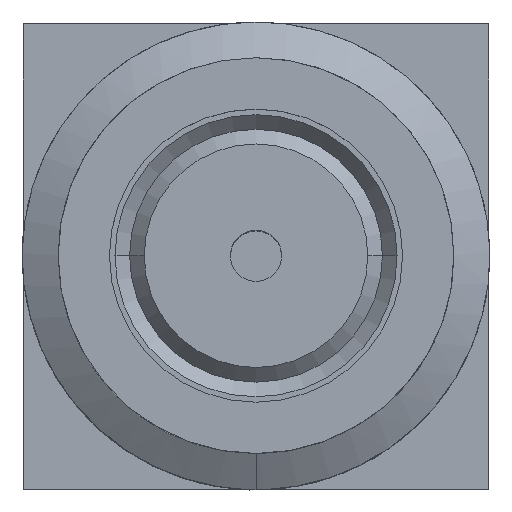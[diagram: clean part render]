
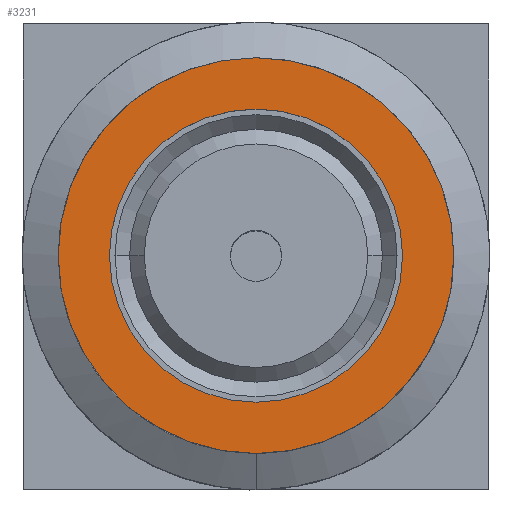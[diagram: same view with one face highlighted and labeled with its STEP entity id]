
A CAD part, top view. The second image highlights one B-rep face of the part: STEP entity #3231.
In plain terms, the highlighted planar face has unit normal (0, 0, 1).
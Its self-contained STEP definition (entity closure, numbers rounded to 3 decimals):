
#86 = CARTESIAN_POINT ( 'NONE',  ( -2.7, 0.645, 11.4 ) ) ;
#130 = ORIENTED_EDGE ( 'NONE', *, *, #932, .F. ) ;
#185 = VERTEX_POINT ( 'NONE', #1029 ) ;
#296 = DIRECTION ( 'NONE',  ( 1., 0., 0. ) ) ;
#331 = DIRECTION ( 'NONE',  ( 0., 0., 1. ) ) ;
#375 = ORIENTED_EDGE ( 'NONE', *, *, #2316, .F. ) ;
#397 = VERTEX_POINT ( 'NONE', #2950 ) ;
#410 = CIRCLE ( 'NONE', #2199, 2.7 ) ;
#522 = AXIS2_PLACEMENT_3D ( 'NONE', #2571, #331, #2039 ) ;
#570 = DIRECTION ( 'NONE',  ( 0., 0., -1. ) ) ;
#614 = CARTESIAN_POINT ( 'NONE',  ( 0., 0.645, 11.4 ) ) ;
#932 = EDGE_CURVE ( 'NONE', #185, #397, #1500, .T. ) ;
#944 = EDGE_LOOP ( 'NONE', ( #130, #2479 ) ) ;
#1029 = CARTESIAN_POINT ( 'NONE',  ( -2., 0.645, 11.4 ) ) ;
#1096 = EDGE_CURVE ( 'NONE', #397, #185, #1654, .T. ) ;
#1120 = DIRECTION ( 'NONE',  ( -1., 0., 0. ) ) ;
#1251 = AXIS2_PLACEMENT_3D ( 'NONE', #2478, #2989, #2707 ) ;
#1297 = CARTESIAN_POINT ( 'NONE',  ( 0., 0.645, 11.4 ) ) ;
#1306 = CARTESIAN_POINT ( 'NONE',  ( 0., 3.345, 11.4 ) ) ;
#1433 = FACE_BOUND ( 'NONE', #944, .T. ) ;
#1500 = CIRCLE ( 'NONE', #522, 2. ) ;
#1554 = DIRECTION ( 'NONE',  ( -1., 0., 0. ) ) ;
#1627 = VERTEX_POINT ( 'NONE', #86 ) ;
#1654 = CIRCLE ( 'NONE', #2865, 2. ) ;
#1999 = FACE_OUTER_BOUND ( 'NONE', #2415, .T. ) ;
#2039 = DIRECTION ( 'NONE',  ( -1., 0., 0. ) ) ;
#2063 = CARTESIAN_POINT ( 'NONE',  ( 2.7, 0.645, 11.4 ) ) ;
#2199 = AXIS2_PLACEMENT_3D ( 'NONE', #1297, #3062, #1554 ) ;
#2316 = EDGE_CURVE ( 'NONE', #2578, #1627, #2382, .T. ) ;
#2339 = DIRECTION ( 'NONE',  ( 0., 0., 1. ) ) ;
#2381 = AXIS2_PLACEMENT_3D ( 'NONE', #1306, #570, #296 ) ;
#2382 = CIRCLE ( 'NONE', #1251, 2.7 ) ;
#2415 = EDGE_LOOP ( 'NONE', ( #2634, #375 ) ) ;
#2478 = CARTESIAN_POINT ( 'NONE',  ( 0., 0.645, 11.4 ) ) ;
#2479 = ORIENTED_EDGE ( 'NONE', *, *, #1096, .F. ) ;
#2543 = PLANE ( 'NONE',  #2381 ) ;
#2571 = CARTESIAN_POINT ( 'NONE',  ( 0., 0.645, 11.4 ) ) ;
#2578 = VERTEX_POINT ( 'NONE', #2063 ) ;
#2634 = ORIENTED_EDGE ( 'NONE', *, *, #2665, .F. ) ;
#2665 = EDGE_CURVE ( 'NONE', #1627, #2578, #410, .T. ) ;
#2707 = DIRECTION ( 'NONE',  ( -1., 0., 0. ) ) ;
#2865 = AXIS2_PLACEMENT_3D ( 'NONE', #614, #2339, #1120 ) ;
#2950 = CARTESIAN_POINT ( 'NONE',  ( 2., 0.645, 11.4 ) ) ;
#2989 = DIRECTION ( 'NONE',  ( 0., 0., -1. ) ) ;
#3062 = DIRECTION ( 'NONE',  ( 0., 0., -1. ) ) ;
#3231 = ADVANCED_FACE ( 'NONE', ( #1999, #1433 ), #2543, .F. ) ;
